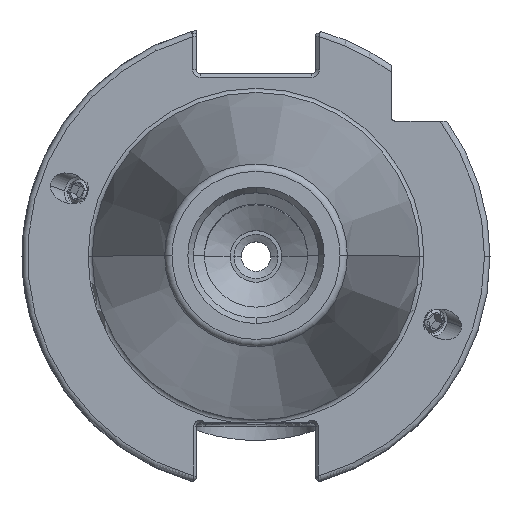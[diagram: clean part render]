
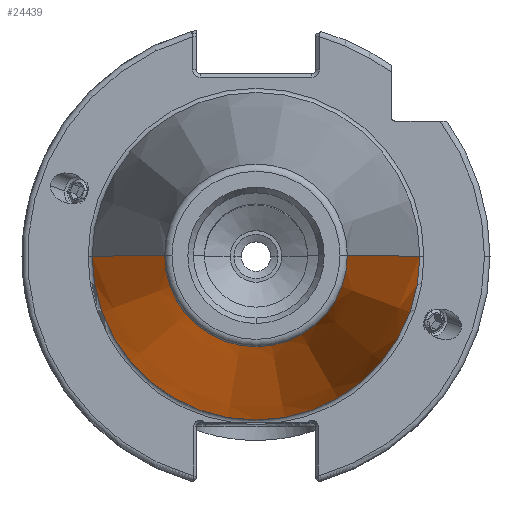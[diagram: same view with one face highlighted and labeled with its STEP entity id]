
A CAD part, top view. The second image highlights one B-rep face of the part: STEP entity #24439.
In plain terms, the highlighted conical face has half-angle 8.297 degrees and reference radius 12.397 mm.
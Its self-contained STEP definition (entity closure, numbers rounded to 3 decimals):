
#180 = LINE ( 'NONE', #26864, #11109 ) ;
#1067 = VERTEX_POINT ( 'NONE', #19382 ) ;
#4229 = EDGE_LOOP ( 'NONE', ( #5224, #26020, #5919, #13083 ) ) ;
#5224 = ORIENTED_EDGE ( 'NONE', *, *, #5441, .F. ) ;
#5441 = EDGE_CURVE ( 'NONE', #21619, #23412, #180, .T. ) ;
#5919 = ORIENTED_EDGE ( 'NONE', *, *, #9428, .T. ) ;
#6815 = FACE_OUTER_BOUND ( 'NONE', #4229, .T. ) ;
#7146 = DIRECTION ( 'NONE',  ( 0., 0., -1. ) ) ;
#7719 = CARTESIAN_POINT ( 'NONE',  ( -22.225, 0., 0. ) ) ;
#8324 = DIRECTION ( 'NONE',  ( 0., 0., 1. ) ) ;
#9428 = EDGE_CURVE ( 'NONE', #1067, #13167, #20039, .T. ) ;
#9728 = CONICAL_SURFACE ( 'NONE', #11837, 12.397, 0.145 ) ;
#9924 = CARTESIAN_POINT ( 'NONE',  ( 22.225, 0., 0. ) ) ;
#10863 = CARTESIAN_POINT ( 'NONE',  ( 0., 0., 0. ) ) ;
#11109 = VECTOR ( 'NONE', #14243, 1000. ) ;
#11313 = CARTESIAN_POINT ( 'NONE',  ( 0., 0., 67.394 ) ) ;
#11837 = AXIS2_PLACEMENT_3D ( 'NONE', #11313, #7146, #19804 ) ;
#12287 = DIRECTION ( 'NONE',  ( -0.144, 0., -0.99 ) ) ;
#12968 = DIRECTION ( 'NONE',  ( 1., 0., 0. ) ) ;
#12981 = AXIS2_PLACEMENT_3D ( 'NONE', #20881, #8324, #22958 ) ;
#13083 = ORIENTED_EDGE ( 'NONE', *, *, #24327, .T. ) ;
#13167 = VERTEX_POINT ( 'NONE', #7719 ) ;
#14243 = DIRECTION ( 'NONE',  ( 0.144, 0., -0.99 ) ) ;
#17619 = AXIS2_PLACEMENT_3D ( 'NONE', #10863, #25510, #12968 ) ;
#18639 = CARTESIAN_POINT ( 'NONE',  ( -12.397, 0., 67.394 ) ) ;
#19379 = VECTOR ( 'NONE', #12287, 1000. ) ;
#19382 = CARTESIAN_POINT ( 'NONE',  ( -12.397, 0., 67.394 ) ) ;
#19804 = DIRECTION ( 'NONE',  ( -1., 0., 0. ) ) ;
#20039 = LINE ( 'NONE', #18639, #19379 ) ;
#20881 = CARTESIAN_POINT ( 'NONE',  ( 0., 0., 67.394 ) ) ;
#21619 = VERTEX_POINT ( 'NONE', #25311 ) ;
#22384 = CIRCLE ( 'NONE', #12981, 12.397 ) ;
#22937 = EDGE_CURVE ( 'NONE', #1067, #21619, #22384, .T. ) ;
#22958 = DIRECTION ( 'NONE',  ( 1., 0., 0. ) ) ;
#23412 = VERTEX_POINT ( 'NONE', #9924 ) ;
#24327 = EDGE_CURVE ( 'NONE', #13167, #23412, #26101, .T. ) ;
#24439 = ADVANCED_FACE ( 'NONE', ( #6815 ), #9728, .T. ) ;
#25311 = CARTESIAN_POINT ( 'NONE',  ( 12.397, 0., 67.394 ) ) ;
#25510 = DIRECTION ( 'NONE',  ( 0., 0., 1. ) ) ;
#26020 = ORIENTED_EDGE ( 'NONE', *, *, #22937, .F. ) ;
#26101 = CIRCLE ( 'NONE', #17619, 22.225 ) ;
#26864 = CARTESIAN_POINT ( 'NONE',  ( 12.397, 0., 67.394 ) ) ;
